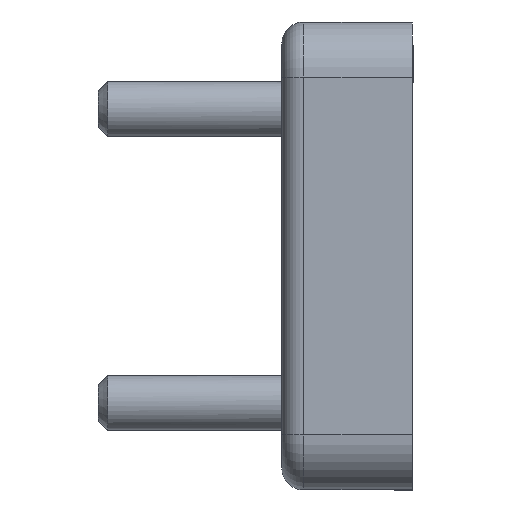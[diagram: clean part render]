
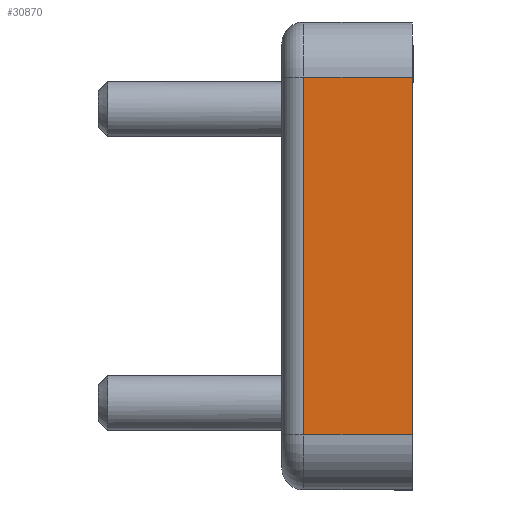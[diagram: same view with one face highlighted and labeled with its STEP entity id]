
A CAD part, left-side view. The second image highlights one B-rep face of the part: STEP entity #30870.
In plain terms, the highlighted face is planar.
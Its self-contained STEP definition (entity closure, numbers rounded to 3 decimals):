
#5210=CARTESIAN_POINT('',(0.88,17.91,-97.45));
#5220=VERTEX_POINT('',#5210);
#18790=CARTESIAN_POINT('',(-6.72,-1.59,-97.45));
#18800=DIRECTION('',(1.,0.,0.));
#18810=VECTOR('',#18800,1.);
#18820=LINE('',#18790,#18810);
#18830=CARTESIAN_POINT('',(-5.02,-1.59,-97.45));
#18840=VERTEX_POINT('',#18830);
#18850=CARTESIAN_POINT('',(0.88,-1.59,-97.45));
#18860=VERTEX_POINT('',#18850);
#18870=EDGE_CURVE('',#18840,#18860,#18820,.T.);
#30590=CARTESIAN_POINT('',(2.08,0.66,-97.45));
#30600=DIRECTION('',(-0.,-0.,-1.));
#30610=DIRECTION('',(0.,-1.,0.));
#30620=AXIS2_PLACEMENT_3D('',#30590,#30600,#30610);
#30630=PLANE('',#30620);
#30640=CARTESIAN_POINT('',(-5.02,0.,-97.45));
#30650=DIRECTION('',(0.,1.,0.));
#30660=VECTOR('',#30650,1.);
#30670=LINE('',#30640,#30660);
#30680=CARTESIAN_POINT('',(-5.02,17.91,-97.45));
#30690=VERTEX_POINT('',#30680);
#30700=EDGE_CURVE('',#18840,#30690,#30670,.T.);
#30710=ORIENTED_EDGE('',*,*,#30700,.T.);
#30720=ORIENTED_EDGE('',*,*,#18870,.F.);
#30730=CARTESIAN_POINT('',(0.88,16.32,-97.45));
#30740=DIRECTION('',(0.,-1.,0.));
#30750=VECTOR('',#30740,1.);
#30760=LINE('',#30730,#30750);
#30770=EDGE_CURVE('',#5220,#18860,#30760,.T.);
#30780=ORIENTED_EDGE('',*,*,#30770,.T.);
#30790=CARTESIAN_POINT('',(-6.72,17.91,-97.45));
#30800=DIRECTION('',(1.,0.,0.));
#30810=VECTOR('',#30800,1.);
#30820=LINE('',#30790,#30810);
#30830=EDGE_CURVE('',#30690,#5220,#30820,.T.);
#30840=ORIENTED_EDGE('',*,*,#30830,.T.);
#30850=EDGE_LOOP('',(#30840,#30780,#30720,#30710));
#30860=FACE_OUTER_BOUND('',#30850,.T.);
#30870=ADVANCED_FACE('',(#30860),#30630,.T.);
